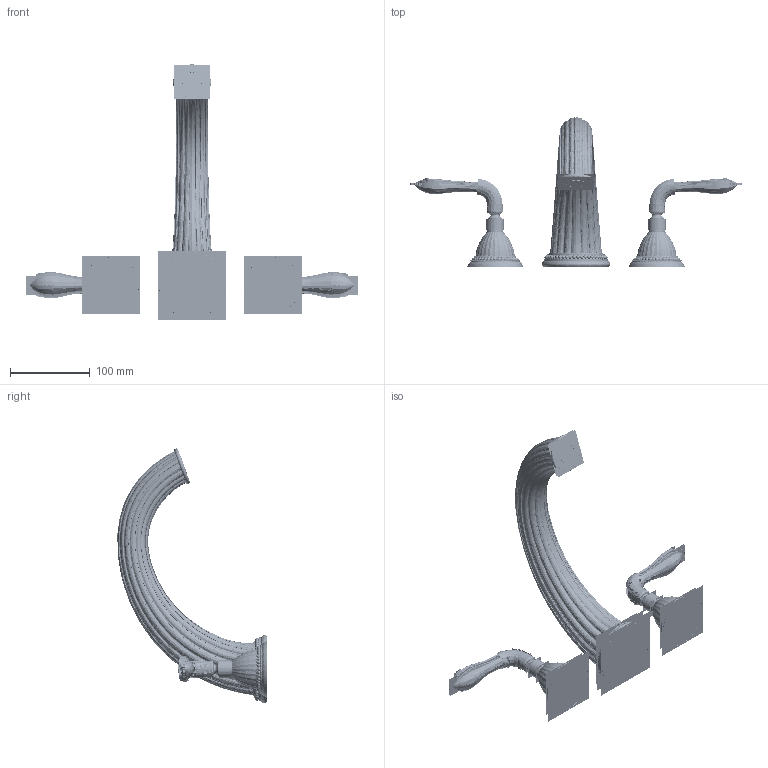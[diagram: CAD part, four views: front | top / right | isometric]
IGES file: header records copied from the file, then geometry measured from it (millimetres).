
Start section:  PTC IGES file: 0090DKT813-XX.igs
Global section: file name: 0090DKT813-XX.igs; native system: Creo Elements/Pro by Parametric Technology Corporation; preprocessor: 2015070; author: leo; organization: Unknown; date: 20200409.115449; units: inch
Bounding box: 417.1 x 187.49 x 320.63 mm (x, y, z)
Volume: 2781769.6 mm3; surface area: 1837812.6 mm2
Topology: 8 solids, 93 shells, 4690 faces, 30166 edges, 42380 vertices
Faces by surface type: bspline 2278, revolution 2052, extrusion 360
